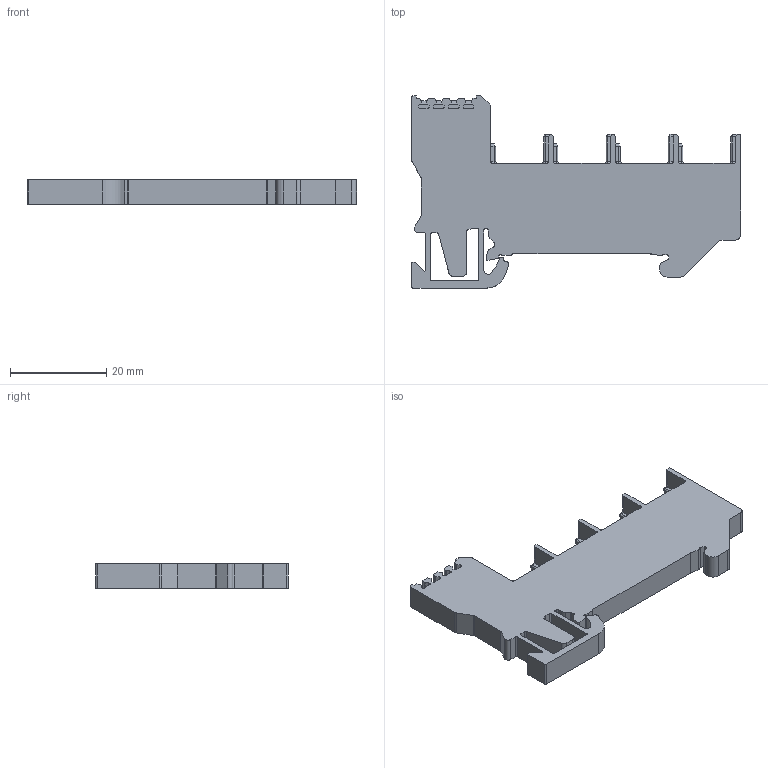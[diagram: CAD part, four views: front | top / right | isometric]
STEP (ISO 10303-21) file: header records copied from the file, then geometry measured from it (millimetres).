
FILE_DESCRIPTION(/* description */ (''),/* implementation_level */ '2;1');
FILE_NAME(/* name */ '3596_ZMP15_iso.stp',/* time_stamp */ '2011-08-04T09:08:00+02:00',/* author */ (''),/* organization */ (''),/* preprocessor_version */ 'ST-DEVELOPER v11',/* originating_system */ 'SIEMENS UGS NX 6.0',/* authorisation */ '');
FILE_SCHEMA (('CONFIG_CONTROL_DESIGN'));
Length unit declared in the file: millimetre
Products named in the file (1): 3596_ZMP15_iso
Bounding box: 68.5 x 40 x 5.1 mm (x, y, z)
Volume: 7919.6 mm3; surface area: 5210.1 mm2
Topology: 1 solids, 1 shells, 474 faces, 1280 edges, 788 vertices
Faces by surface type: plane 235, cylinder 167, torus 32, sphere 24, bspline 8, cone 8
Entity records: 15352 total; most frequent: CARTESIAN_POINT 3431, ORIENTED_EDGE 2512, DIRECTION 2476, EDGE_CURVE 1256, LINE 826, VECTOR 826, AXIS2_PLACEMENT_3D 825, VERTEX_POINT 788
